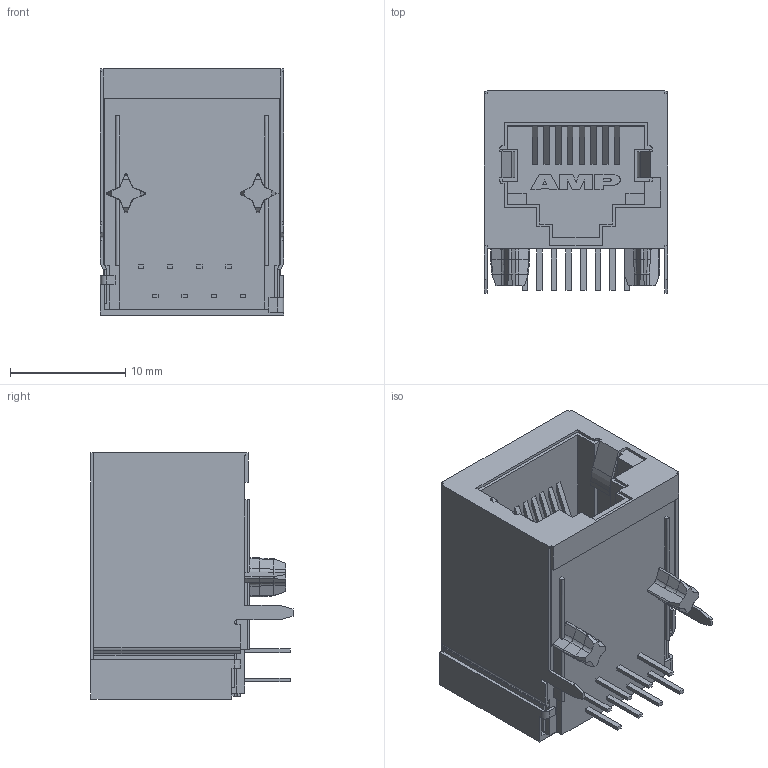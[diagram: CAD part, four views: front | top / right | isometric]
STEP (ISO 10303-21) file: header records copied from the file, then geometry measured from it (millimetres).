
FILE_DESCRIPTION((''),'2;1');
FILE_NAME('C-5558342-1','2011-07-07T',('workeradm'),(''),'PRO/ENGINEER BY PARAMETRIC TECHNOLOGY CORPORATION, 2010430','PRO/ENGINEER BY PARAMETRIC TECHNOLOGY CORPORATION, 2010430','');
FILE_SCHEMA(('AUTOMOTIVE_DESIGN { 1 0 10303 214 1 1 1 1 }'));
Length unit declared in the file: millimetre
Products named in the file (1): C-5558342-1
Bounding box: 15.88 x 17.51 x 21.34 mm (x, y, z)
Volume: 3276.8 mm3; surface area: 4130.4 mm2
Topology: 1 solids, 1 shells, 411 faces, 1149 edges, 744 vertices
Faces by surface type: plane 333, cylinder 62, bspline 14, extrusion 2
Entity records: 13810 total; most frequent: CARTESIAN_POINT 3028, ORIENTED_EDGE 2298, DIRECTION 2027, EDGE_CURVE 1149, VECTOR 1013, LINE 1011, VERTEX_POINT 744, AXIS2_PLACEMENT_3D 507
